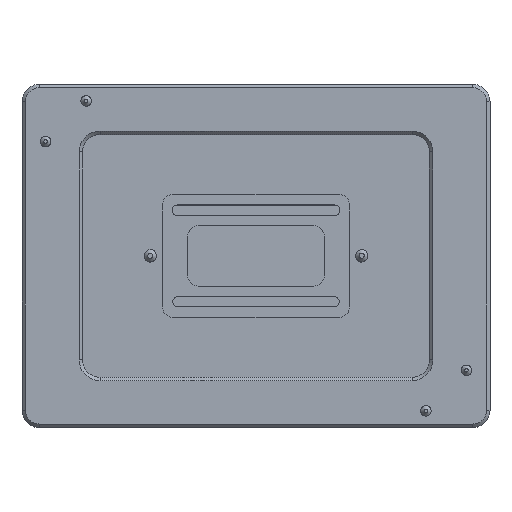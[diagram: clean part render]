
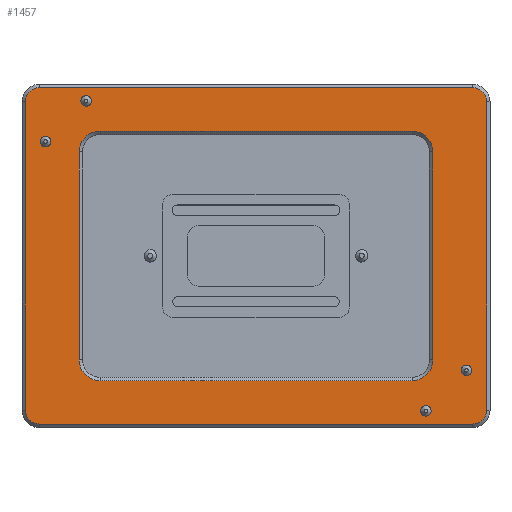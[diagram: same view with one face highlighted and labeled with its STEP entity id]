
A CAD part, top view. The second image highlights one B-rep face of the part: STEP entity #1457.
In plain terms, the highlighted planar face has unit normal (0, 0, 1).
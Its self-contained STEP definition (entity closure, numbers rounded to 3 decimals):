
#133=CIRCLE('',#1625,1.5);
#134=CIRCLE('',#1627,1.5);
#135=CIRCLE('',#1629,1.5);
#136=CIRCLE('',#1631,1.5);
#137=CIRCLE('',#1633,4.);
#138=CIRCLE('',#1634,4.);
#139=CIRCLE('',#1635,4.);
#140=CIRCLE('',#1636,4.);
#141=CIRCLE('',#1637,6.);
#142=CIRCLE('',#1638,6.);
#143=CIRCLE('',#1639,6.);
#144=CIRCLE('',#1640,6.);
#309=ORIENTED_EDGE('',*,*,#669,.T.);
#310=ORIENTED_EDGE('',*,*,#670,.T.);
#311=ORIENTED_EDGE('',*,*,#671,.T.);
#312=ORIENTED_EDGE('',*,*,#672,.T.);
#313=ORIENTED_EDGE('',*,*,#673,.T.);
#314=ORIENTED_EDGE('',*,*,#674,.T.);
#315=ORIENTED_EDGE('',*,*,#675,.T.);
#316=ORIENTED_EDGE('',*,*,#676,.T.);
#317=ORIENTED_EDGE('',*,*,#677,.T.);
#318=ORIENTED_EDGE('',*,*,#678,.T.);
#319=ORIENTED_EDGE('',*,*,#679,.T.);
#320=ORIENTED_EDGE('',*,*,#680,.T.);
#321=ORIENTED_EDGE('',*,*,#681,.T.);
#322=ORIENTED_EDGE('',*,*,#682,.T.);
#323=ORIENTED_EDGE('',*,*,#683,.T.);
#324=ORIENTED_EDGE('',*,*,#684,.T.);
#325=ORIENTED_EDGE('',*,*,#668,.T.);
#326=ORIENTED_EDGE('',*,*,#667,.T.);
#327=ORIENTED_EDGE('',*,*,#666,.T.);
#328=ORIENTED_EDGE('',*,*,#665,.T.);
#665=EDGE_CURVE('',#843,#843,#133,.T.);
#666=EDGE_CURVE('',#844,#844,#134,.T.);
#667=EDGE_CURVE('',#845,#845,#135,.T.);
#668=EDGE_CURVE('',#846,#846,#136,.T.);
#669=EDGE_CURVE('',#847,#848,#137,.T.);
#670=EDGE_CURVE('',#848,#849,#955,.T.);
#671=EDGE_CURVE('',#849,#850,#138,.T.);
#672=EDGE_CURVE('',#850,#851,#956,.T.);
#673=EDGE_CURVE('',#851,#852,#139,.T.);
#674=EDGE_CURVE('',#852,#853,#957,.T.);
#675=EDGE_CURVE('',#853,#854,#140,.T.);
#676=EDGE_CURVE('',#854,#847,#958,.T.);
#677=EDGE_CURVE('',#855,#856,#141,.F.);
#678=EDGE_CURVE('',#856,#857,#959,.T.);
#679=EDGE_CURVE('',#857,#858,#142,.F.);
#680=EDGE_CURVE('',#858,#859,#960,.T.);
#681=EDGE_CURVE('',#859,#860,#143,.F.);
#682=EDGE_CURVE('',#860,#861,#961,.T.);
#683=EDGE_CURVE('',#861,#862,#144,.F.);
#684=EDGE_CURVE('',#862,#855,#962,.T.);
#843=VERTEX_POINT('',#2447);
#844=VERTEX_POINT('',#2450);
#845=VERTEX_POINT('',#2453);
#846=VERTEX_POINT('',#2456);
#847=VERTEX_POINT('',#2459);
#848=VERTEX_POINT('',#2460);
#849=VERTEX_POINT('',#2462);
#850=VERTEX_POINT('',#2464);
#851=VERTEX_POINT('',#2466);
#852=VERTEX_POINT('',#2468);
#853=VERTEX_POINT('',#2470);
#854=VERTEX_POINT('',#2472);
#855=VERTEX_POINT('',#2475);
#856=VERTEX_POINT('',#2476);
#857=VERTEX_POINT('',#2478);
#858=VERTEX_POINT('',#2480);
#859=VERTEX_POINT('',#2482);
#860=VERTEX_POINT('',#2484);
#861=VERTEX_POINT('',#2486);
#862=VERTEX_POINT('',#2488);
#955=LINE('',#2461,#1071);
#956=LINE('',#2465,#1072);
#957=LINE('',#2469,#1073);
#958=LINE('',#2473,#1074);
#959=LINE('',#2477,#1075);
#960=LINE('',#2481,#1076);
#961=LINE('',#2485,#1077);
#962=LINE('',#2489,#1078);
#1071=VECTOR('',#1954,1000.);
#1072=VECTOR('',#1957,1000.);
#1073=VECTOR('',#1960,1000.);
#1074=VECTOR('',#1963,1000.);
#1075=VECTOR('',#1966,1000.);
#1076=VECTOR('',#1969,1000.);
#1077=VECTOR('',#1972,1000.);
#1078=VECTOR('',#1975,1000.);
#1161=EDGE_LOOP('',(#309,#310,#311,#312,#313,#314,#315,#316));
#1162=EDGE_LOOP('',(#317,#318,#319,#320,#321,#322,#323,#324));
#1163=EDGE_LOOP('',(#325));
#1164=EDGE_LOOP('',(#326));
#1165=EDGE_LOOP('',(#327));
#1166=EDGE_LOOP('',(#328));
#1289=FACE_BOUND('',#1161,.T.);
#1290=FACE_BOUND('',#1162,.T.);
#1291=FACE_BOUND('',#1163,.T.);
#1292=FACE_BOUND('',#1164,.T.);
#1293=FACE_BOUND('',#1165,.T.);
#1294=FACE_BOUND('',#1166,.T.);
#1399=PLANE('',#1632);
#1457=ADVANCED_FACE('',(#1289,#1290,#1291,#1292,#1293,#1294),#1399,.T.);
#1625=AXIS2_PLACEMENT_3D('',#2446,#1936,#1937);
#1627=AXIS2_PLACEMENT_3D('',#2449,#1940,#1941);
#1629=AXIS2_PLACEMENT_3D('',#2452,#1944,#1945);
#1631=AXIS2_PLACEMENT_3D('',#2455,#1948,#1949);
#1632=AXIS2_PLACEMENT_3D('',#2457,#1950,#1951);
#1633=AXIS2_PLACEMENT_3D('',#2458,#1952,#1953);
#1634=AXIS2_PLACEMENT_3D('',#2463,#1955,#1956);
#1635=AXIS2_PLACEMENT_3D('',#2467,#1958,#1959);
#1636=AXIS2_PLACEMENT_3D('',#2471,#1961,#1962);
#1637=AXIS2_PLACEMENT_3D('',#2474,#1964,#1965);
#1638=AXIS2_PLACEMENT_3D('',#2479,#1967,#1968);
#1639=AXIS2_PLACEMENT_3D('',#2483,#1970,#1971);
#1640=AXIS2_PLACEMENT_3D('',#2487,#1973,#1974);
#1936=DIRECTION('',(0.,0.,-1.));
#1937=DIRECTION('',(0.,-1.,0.));
#1940=DIRECTION('',(0.,0.,-1.));
#1941=DIRECTION('',(0.,-1.,0.));
#1944=DIRECTION('',(0.,0.,-1.));
#1945=DIRECTION('',(0.,-1.,0.));
#1948=DIRECTION('',(0.,0.,-1.));
#1949=DIRECTION('',(0.,-1.,0.));
#1950=DIRECTION('',(0.,0.,1.));
#1951=DIRECTION('',(1.,0.,0.));
#1952=DIRECTION('',(0.,0.,1.));
#1953=DIRECTION('',(1.,0.,0.));
#1954=DIRECTION('',(-1.,0.,0.));
#1955=DIRECTION('',(0.,0.,1.));
#1956=DIRECTION('',(1.,0.,0.));
#1957=DIRECTION('',(0.,-1.,0.));
#1958=DIRECTION('',(0.,0.,1.));
#1959=DIRECTION('',(1.,0.,0.));
#1960=DIRECTION('',(1.,0.,0.));
#1961=DIRECTION('',(0.,0.,1.));
#1962=DIRECTION('',(1.,0.,0.));
#1963=DIRECTION('',(0.,1.,0.));
#1964=DIRECTION('',(0.,0.,1.));
#1965=DIRECTION('',(1.,0.,0.));
#1966=DIRECTION('',(1.,0.,0.));
#1967=DIRECTION('',(0.,0.,1.));
#1968=DIRECTION('',(1.,0.,0.));
#1969=DIRECTION('',(0.,-1.,0.));
#1970=DIRECTION('',(0.,0.,1.));
#1971=DIRECTION('',(1.,0.,0.));
#1972=DIRECTION('',(-1.,0.,0.));
#1973=DIRECTION('',(0.,0.,1.));
#1974=DIRECTION('',(1.,0.,0.));
#1975=DIRECTION('',(0.,1.,0.));
#2446=CARTESIAN_POINT('',(-60.7,33.,28.));
#2447=CARTESIAN_POINT('',(-60.7,31.5,28.));
#2449=CARTESIAN_POINT('',(-49.,44.7,28.));
#2450=CARTESIAN_POINT('',(-49.,43.2,28.));
#2452=CARTESIAN_POINT('',(60.7,-33.,28.));
#2453=CARTESIAN_POINT('',(60.7,-34.5,28.));
#2455=CARTESIAN_POINT('',(49.,-44.7,28.));
#2456=CARTESIAN_POINT('',(49.,-46.2,28.));
#2457=CARTESIAN_POINT('',(0.,0.,28.));
#2458=CARTESIAN_POINT('',(62.5,44.5,28.));
#2459=CARTESIAN_POINT('',(66.5,44.5,28.));
#2460=CARTESIAN_POINT('',(62.5,48.5,28.));
#2461=CARTESIAN_POINT('',(-62.5,48.5,28.));
#2462=CARTESIAN_POINT('',(-62.5,48.5,28.));
#2463=CARTESIAN_POINT('',(-62.5,44.5,28.));
#2464=CARTESIAN_POINT('',(-66.5,44.5,28.));
#2465=CARTESIAN_POINT('',(-66.5,-44.5,28.));
#2466=CARTESIAN_POINT('',(-66.5,-44.5,28.));
#2467=CARTESIAN_POINT('',(-62.5,-44.5,28.));
#2468=CARTESIAN_POINT('',(-62.5,-48.5,28.));
#2469=CARTESIAN_POINT('',(62.5,-48.5,28.));
#2470=CARTESIAN_POINT('',(62.5,-48.5,28.));
#2471=CARTESIAN_POINT('',(62.5,-44.5,28.));
#2472=CARTESIAN_POINT('',(66.5,-44.5,28.));
#2473=CARTESIAN_POINT('',(66.5,44.5,28.));
#2474=CARTESIAN_POINT('',(-45.,30.,28.));
#2475=CARTESIAN_POINT('',(-51.,30.,28.));
#2476=CARTESIAN_POINT('',(-45.,36.,28.));
#2477=CARTESIAN_POINT('',(45.,36.,28.));
#2478=CARTESIAN_POINT('',(45.,36.,28.));
#2479=CARTESIAN_POINT('',(45.,30.,28.));
#2480=CARTESIAN_POINT('',(51.,30.,28.));
#2481=CARTESIAN_POINT('',(51.,-30.,28.));
#2482=CARTESIAN_POINT('',(51.,-30.,28.));
#2483=CARTESIAN_POINT('',(45.,-30.,28.));
#2484=CARTESIAN_POINT('',(45.,-36.,28.));
#2485=CARTESIAN_POINT('',(-45.,-36.,28.));
#2486=CARTESIAN_POINT('',(-45.,-36.,28.));
#2487=CARTESIAN_POINT('',(-45.,-30.,28.));
#2488=CARTESIAN_POINT('',(-51.,-30.,28.));
#2489=CARTESIAN_POINT('',(-51.,30.,28.));
